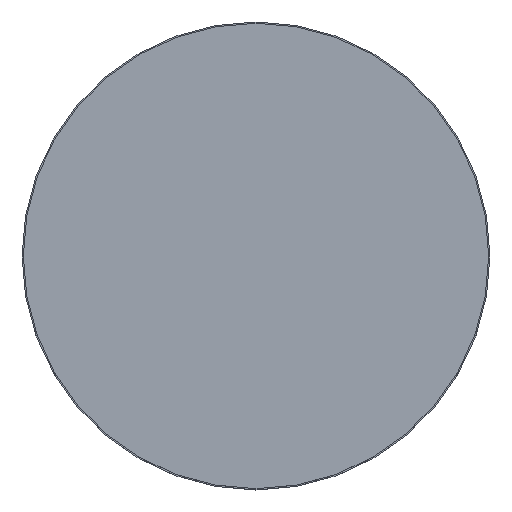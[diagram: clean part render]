
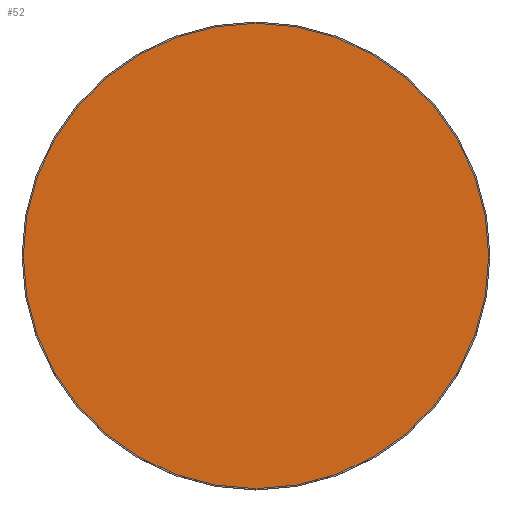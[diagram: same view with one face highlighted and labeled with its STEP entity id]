
A CAD part, top view. The second image highlights one B-rep face of the part: STEP entity #52.
In plain terms, the highlighted planar face has unit normal (0, 0, 1).
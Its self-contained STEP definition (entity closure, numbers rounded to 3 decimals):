
#14 = CIRCLE ( 'NONE', #214, 40.778 ) ;
#40 = CIRCLE ( 'NONE', #220, 40.778 ) ;
#52 = ADVANCED_FACE ( 'NONE', ( #113 ), #317, .T. ) ;
#65 = EDGE_CURVE ( 'NONE', #78, #308, #14, .T. ) ;
#68 = CARTESIAN_POINT ( 'NONE',  ( 0., 0., 8.475 ) ) ;
#72 = DIRECTION ( 'NONE',  ( 0., 0., 1. ) ) ;
#78 = VERTEX_POINT ( 'NONE', #344 ) ;
#83 = AXIS2_PLACEMENT_3D ( 'NONE', #143, #339, #192 ) ;
#92 = DIRECTION ( 'NONE',  ( 1., 0., 0. ) ) ;
#113 = FACE_OUTER_BOUND ( 'NONE', #225, .T. ) ;
#143 = CARTESIAN_POINT ( 'NONE',  ( 0., 0., 8.475 ) ) ;
#151 = ORIENTED_EDGE ( 'NONE', *, *, #337, .T. ) ;
#175 = ORIENTED_EDGE ( 'NONE', *, *, #65, .T. ) ;
#192 = DIRECTION ( 'NONE',  ( 1., 0., 0. ) ) ;
#214 = AXIS2_PLACEMENT_3D ( 'NONE', #241, #72, #266 ) ;
#220 = AXIS2_PLACEMENT_3D ( 'NONE', #68, #262, #92 ) ;
#225 = EDGE_LOOP ( 'NONE', ( #151, #175 ) ) ;
#241 = CARTESIAN_POINT ( 'NONE',  ( 0., 0., 8.475 ) ) ;
#262 = DIRECTION ( 'NONE',  ( 0., 0., 1. ) ) ;
#266 = DIRECTION ( 'NONE',  ( 1., 0., 0. ) ) ;
#308 = VERTEX_POINT ( 'NONE', #335 ) ;
#317 = PLANE ( 'NONE',  #83 ) ;
#335 = CARTESIAN_POINT ( 'NONE',  ( -40.778, 0., 8.475 ) ) ;
#337 = EDGE_CURVE ( 'NONE', #308, #78, #40, .T. ) ;
#339 = DIRECTION ( 'NONE',  ( 0., 0., 1. ) ) ;
#344 = CARTESIAN_POINT ( 'NONE',  ( 40.778, 0., 8.475 ) ) ;
